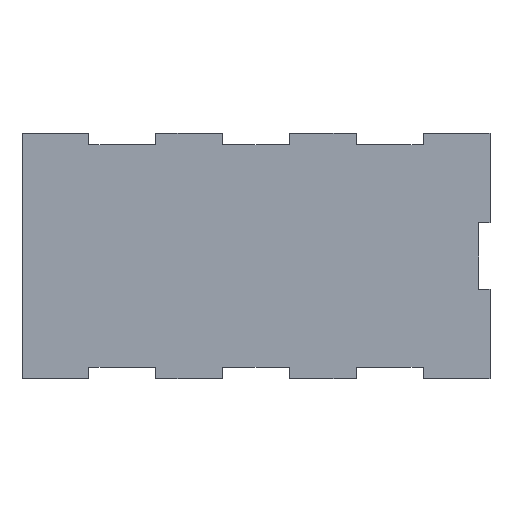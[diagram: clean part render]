
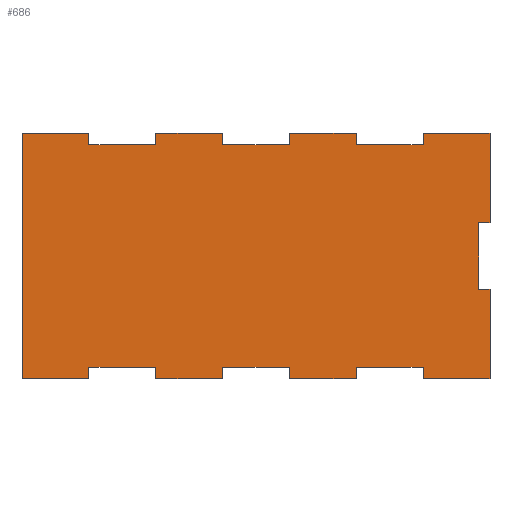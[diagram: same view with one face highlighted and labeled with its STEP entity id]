
A CAD part, front view. The second image highlights one B-rep face of the part: STEP entity #686.
In plain terms, the highlighted planar face has unit normal (0, -1, 0).
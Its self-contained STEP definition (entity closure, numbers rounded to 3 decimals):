
#40=FACE_OUTER_BOUND('',#74,.T.);
#74=EDGE_LOOP('',(#535,#536,#537,#538,#539,#540,#541,#542,#543,#544,#545,
#546,#547,#548,#549,#550,#551,#552,#553,#554,#555,#556,#557,#558,#559,#560,
#561,#562,#563,#564,#565,#566));
#83=LINE('',#919,#179);
#87=LINE('',#927,#183);
#90=LINE('',#933,#186);
#93=LINE('',#940,#189);
#97=LINE('',#948,#193);
#100=LINE('',#954,#196);
#103=LINE('',#961,#199);
#107=LINE('',#969,#203);
#110=LINE('',#975,#206);
#113=LINE('',#982,#209);
#117=LINE('',#990,#213);
#120=LINE('',#996,#216);
#123=LINE('',#1003,#219);
#127=LINE('',#1011,#223);
#130=LINE('',#1017,#226);
#133=LINE('',#1024,#229);
#137=LINE('',#1032,#233);
#140=LINE('',#1038,#236);
#143=LINE('',#1045,#239);
#147=LINE('',#1053,#243);
#150=LINE('',#1059,#246);
#155=LINE('',#1068,#251);
#156=LINE('',#1070,#252);
#158=LINE('',#1073,#254);
#162=LINE('',#1080,#258);
#163=LINE('',#1083,#259);
#164=LINE('',#1084,#260);
#165=LINE('',#1085,#261);
#166=LINE('',#1087,#262);
#167=LINE('',#1088,#263);
#168=LINE('',#1089,#264);
#169=LINE('',#1090,#265);
#179=VECTOR('',#753,10.);
#183=VECTOR('',#759,10.);
#186=VECTOR('',#764,10.);
#189=VECTOR('',#769,10.);
#193=VECTOR('',#775,10.);
#196=VECTOR('',#780,10.);
#199=VECTOR('',#785,10.);
#203=VECTOR('',#791,10.);
#206=VECTOR('',#796,10.);
#209=VECTOR('',#801,10.);
#213=VECTOR('',#807,10.);
#216=VECTOR('',#812,10.);
#219=VECTOR('',#817,10.);
#223=VECTOR('',#823,10.);
#226=VECTOR('',#828,10.);
#229=VECTOR('',#833,10.);
#233=VECTOR('',#839,10.);
#236=VECTOR('',#844,10.);
#239=VECTOR('',#849,10.);
#243=VECTOR('',#855,10.);
#246=VECTOR('',#860,10.);
#251=VECTOR('',#867,10.);
#252=VECTOR('',#870,10.);
#254=VECTOR('',#874,10.);
#258=VECTOR('',#880,10.);
#259=VECTOR('',#883,10.);
#260=VECTOR('',#884,10.);
#261=VECTOR('',#885,10.);
#262=VECTOR('',#886,10.);
#263=VECTOR('',#887,10.);
#264=VECTOR('',#888,10.);
#265=VECTOR('',#889,10.);
#275=VERTEX_POINT('',#917);
#276=VERTEX_POINT('',#918);
#279=VERTEX_POINT('',#926);
#281=VERTEX_POINT('',#932);
#283=VERTEX_POINT('',#938);
#284=VERTEX_POINT('',#939);
#287=VERTEX_POINT('',#947);
#289=VERTEX_POINT('',#953);
#291=VERTEX_POINT('',#959);
#292=VERTEX_POINT('',#960);
#295=VERTEX_POINT('',#968);
#297=VERTEX_POINT('',#974);
#299=VERTEX_POINT('',#980);
#300=VERTEX_POINT('',#981);
#303=VERTEX_POINT('',#989);
#305=VERTEX_POINT('',#995);
#307=VERTEX_POINT('',#1001);
#308=VERTEX_POINT('',#1002);
#311=VERTEX_POINT('',#1010);
#313=VERTEX_POINT('',#1016);
#315=VERTEX_POINT('',#1022);
#316=VERTEX_POINT('',#1023);
#319=VERTEX_POINT('',#1031);
#321=VERTEX_POINT('',#1037);
#323=VERTEX_POINT('',#1043);
#324=VERTEX_POINT('',#1044);
#327=VERTEX_POINT('',#1052);
#329=VERTEX_POINT('',#1058);
#332=VERTEX_POINT('',#1066);
#334=VERTEX_POINT('',#1078);
#335=VERTEX_POINT('',#1082);
#336=VERTEX_POINT('',#1086);
#339=EDGE_CURVE('',#275,#276,#83,.T.);
#343=EDGE_CURVE('',#276,#279,#87,.T.);
#346=EDGE_CURVE('',#281,#275,#90,.T.);
#349=EDGE_CURVE('',#283,#284,#93,.T.);
#353=EDGE_CURVE('',#284,#287,#97,.T.);
#356=EDGE_CURVE('',#289,#283,#100,.T.);
#359=EDGE_CURVE('',#291,#292,#103,.T.);
#363=EDGE_CURVE('',#292,#295,#107,.T.);
#366=EDGE_CURVE('',#297,#291,#110,.T.);
#369=EDGE_CURVE('',#299,#300,#113,.T.);
#373=EDGE_CURVE('',#300,#303,#117,.T.);
#376=EDGE_CURVE('',#305,#299,#120,.T.);
#379=EDGE_CURVE('',#307,#308,#123,.T.);
#383=EDGE_CURVE('',#308,#311,#127,.T.);
#386=EDGE_CURVE('',#313,#307,#130,.T.);
#389=EDGE_CURVE('',#315,#316,#133,.T.);
#393=EDGE_CURVE('',#316,#319,#137,.T.);
#396=EDGE_CURVE('',#321,#315,#140,.T.);
#399=EDGE_CURVE('',#323,#324,#143,.T.);
#403=EDGE_CURVE('',#324,#327,#147,.T.);
#406=EDGE_CURVE('',#329,#323,#150,.T.);
#411=EDGE_CURVE('',#295,#332,#155,.T.);
#412=EDGE_CURVE('',#332,#321,#156,.T.);
#414=EDGE_CURVE('',#319,#313,#158,.T.);
#418=EDGE_CURVE('',#287,#334,#162,.T.);
#419=EDGE_CURVE('',#279,#335,#163,.T.);
#420=EDGE_CURVE('',#335,#297,#164,.T.);
#421=EDGE_CURVE('',#311,#289,#165,.T.);
#422=EDGE_CURVE('',#334,#336,#166,.T.);
#423=EDGE_CURVE('',#336,#329,#167,.T.);
#424=EDGE_CURVE('',#327,#305,#168,.T.);
#425=EDGE_CURVE('',#303,#281,#169,.T.);
#535=ORIENTED_EDGE('',*,*,#346,.T.);
#536=ORIENTED_EDGE('',*,*,#339,.T.);
#537=ORIENTED_EDGE('',*,*,#343,.T.);
#538=ORIENTED_EDGE('',*,*,#419,.T.);
#539=ORIENTED_EDGE('',*,*,#420,.T.);
#540=ORIENTED_EDGE('',*,*,#366,.T.);
#541=ORIENTED_EDGE('',*,*,#359,.T.);
#542=ORIENTED_EDGE('',*,*,#363,.T.);
#543=ORIENTED_EDGE('',*,*,#411,.T.);
#544=ORIENTED_EDGE('',*,*,#412,.T.);
#545=ORIENTED_EDGE('',*,*,#396,.T.);
#546=ORIENTED_EDGE('',*,*,#389,.T.);
#547=ORIENTED_EDGE('',*,*,#393,.T.);
#548=ORIENTED_EDGE('',*,*,#414,.T.);
#549=ORIENTED_EDGE('',*,*,#386,.T.);
#550=ORIENTED_EDGE('',*,*,#379,.T.);
#551=ORIENTED_EDGE('',*,*,#383,.T.);
#552=ORIENTED_EDGE('',*,*,#421,.T.);
#553=ORIENTED_EDGE('',*,*,#356,.T.);
#554=ORIENTED_EDGE('',*,*,#349,.T.);
#555=ORIENTED_EDGE('',*,*,#353,.T.);
#556=ORIENTED_EDGE('',*,*,#418,.T.);
#557=ORIENTED_EDGE('',*,*,#422,.T.);
#558=ORIENTED_EDGE('',*,*,#423,.T.);
#559=ORIENTED_EDGE('',*,*,#406,.T.);
#560=ORIENTED_EDGE('',*,*,#399,.T.);
#561=ORIENTED_EDGE('',*,*,#403,.T.);
#562=ORIENTED_EDGE('',*,*,#424,.T.);
#563=ORIENTED_EDGE('',*,*,#376,.T.);
#564=ORIENTED_EDGE('',*,*,#369,.T.);
#565=ORIENTED_EDGE('',*,*,#373,.T.);
#566=ORIENTED_EDGE('',*,*,#425,.T.);
#652=PLANE('',#740);
#686=ADVANCED_FACE('',(#40),#652,.T.);
#740=AXIS2_PLACEMENT_3D('',#1081,#881,#882);
#753=DIRECTION('',(1.,0.,0.));
#759=DIRECTION('',(0.,0.,-1.));
#764=DIRECTION('',(0.,0.,1.));
#769=DIRECTION('',(-1.,0.,0.));
#775=DIRECTION('',(0.,0.,1.));
#780=DIRECTION('',(0.,0.,-1.));
#785=DIRECTION('',(0.,0.,1.));
#791=DIRECTION('',(1.,0.,0.));
#796=DIRECTION('',(-1.,0.,0.));
#801=DIRECTION('',(1.,0.,0.));
#807=DIRECTION('',(0.,0.,-1.));
#812=DIRECTION('',(0.,0.,1.));
#817=DIRECTION('',(-1.,0.,0.));
#823=DIRECTION('',(0.,0.,1.));
#828=DIRECTION('',(0.,0.,-1.));
#833=DIRECTION('',(-1.,0.,0.));
#839=DIRECTION('',(0.,0.,1.));
#844=DIRECTION('',(0.,0.,-1.));
#849=DIRECTION('',(1.,0.,0.));
#855=DIRECTION('',(0.,0.,-1.));
#860=DIRECTION('',(0.,0.,1.));
#867=DIRECTION('',(0.,0.,1.));
#870=DIRECTION('',(-1.,0.,0.));
#874=DIRECTION('',(-1.,0.,0.));
#880=DIRECTION('',(-1.,0.,0.));
#881=DIRECTION('center_axis',(0.,-1.,0.));
#882=DIRECTION('ref_axis',(0.,0.,-1.));
#883=DIRECTION('',(1.,0.,0.));
#884=DIRECTION('',(0.,0.,1.));
#885=DIRECTION('',(-1.,0.,0.));
#886=DIRECTION('',(0.,0.,-1.));
#887=DIRECTION('',(1.,0.,0.));
#888=DIRECTION('',(1.,0.,0.));
#889=DIRECTION('',(1.,0.,0.));
#917=CARTESIAN_POINT('',(45.,692.5,-50.));
#918=CARTESIAN_POINT('',(75.,692.5,-50.));
#919=CARTESIAN_POINT('',(37.5,692.5,-50.));
#926=CARTESIAN_POINT('',(75.,692.5,-55.));
#927=CARTESIAN_POINT('',(75.,692.5,-27.5));
#932=CARTESIAN_POINT('',(45.,692.5,-55.));
#933=CARTESIAN_POINT('',(45.,692.5,-25.));
#938=CARTESIAN_POINT('',(-45.,692.5,50.));
#939=CARTESIAN_POINT('',(-75.,692.5,50.));
#940=CARTESIAN_POINT('',(-37.5,692.5,50.));
#947=CARTESIAN_POINT('',(-75.,692.5,55.));
#948=CARTESIAN_POINT('',(-75.,692.5,27.5));
#953=CARTESIAN_POINT('',(-45.,692.5,55.));
#954=CARTESIAN_POINT('',(-45.,692.5,25.));
#959=CARTESIAN_POINT('',(100.,692.5,-15.));
#960=CARTESIAN_POINT('',(100.,692.5,15.));
#961=CARTESIAN_POINT('',(100.,692.5,7.5));
#968=CARTESIAN_POINT('',(105.,692.5,15.));
#969=CARTESIAN_POINT('',(52.5,692.5,15.));
#974=CARTESIAN_POINT('',(105.,692.5,-15.));
#975=CARTESIAN_POINT('',(50.,692.5,-15.));
#980=CARTESIAN_POINT('',(-15.,692.5,-50.));
#981=CARTESIAN_POINT('',(15.,692.5,-50.));
#982=CARTESIAN_POINT('',(7.5,692.5,-50.));
#989=CARTESIAN_POINT('',(15.,692.5,-55.));
#990=CARTESIAN_POINT('',(15.,692.5,-27.5));
#995=CARTESIAN_POINT('',(-15.,692.5,-55.));
#996=CARTESIAN_POINT('',(-15.,692.5,-25.));
#1001=CARTESIAN_POINT('',(15.,692.5,50.));
#1002=CARTESIAN_POINT('',(-15.,692.5,50.));
#1003=CARTESIAN_POINT('',(-7.5,692.5,50.));
#1010=CARTESIAN_POINT('',(-15.,692.5,55.));
#1011=CARTESIAN_POINT('',(-15.,692.5,27.5));
#1016=CARTESIAN_POINT('',(15.,692.5,55.));
#1017=CARTESIAN_POINT('',(15.,692.5,25.));
#1022=CARTESIAN_POINT('',(75.,692.5,50.));
#1023=CARTESIAN_POINT('',(45.,692.5,50.));
#1024=CARTESIAN_POINT('',(22.5,692.5,50.));
#1031=CARTESIAN_POINT('',(45.,692.5,55.));
#1032=CARTESIAN_POINT('',(45.,692.5,27.5));
#1037=CARTESIAN_POINT('',(75.,692.5,55.));
#1038=CARTESIAN_POINT('',(75.,692.5,25.));
#1043=CARTESIAN_POINT('',(-75.,692.5,-50.));
#1044=CARTESIAN_POINT('',(-45.,692.5,-50.));
#1045=CARTESIAN_POINT('',(-22.5,692.5,-50.));
#1052=CARTESIAN_POINT('',(-45.,692.5,-55.));
#1053=CARTESIAN_POINT('',(-45.,692.5,-27.5));
#1058=CARTESIAN_POINT('',(-75.,692.5,-55.));
#1059=CARTESIAN_POINT('',(-75.,692.5,-25.));
#1066=CARTESIAN_POINT('',(105.,692.5,55.));
#1068=CARTESIAN_POINT('',(105.,692.5,55.));
#1070=CARTESIAN_POINT('',(-105.,692.5,55.));
#1073=CARTESIAN_POINT('',(-105.,692.5,55.));
#1078=CARTESIAN_POINT('',(-105.,692.5,55.));
#1080=CARTESIAN_POINT('',(-105.,692.5,55.));
#1081=CARTESIAN_POINT('Origin',(0.,692.5,0.));
#1082=CARTESIAN_POINT('',(105.,692.5,-55.));
#1083=CARTESIAN_POINT('',(105.,692.5,-55.));
#1084=CARTESIAN_POINT('',(105.,692.5,55.));
#1085=CARTESIAN_POINT('',(-105.,692.5,55.));
#1086=CARTESIAN_POINT('',(-105.,692.5,-55.));
#1087=CARTESIAN_POINT('',(-105.,692.5,-55.));
#1088=CARTESIAN_POINT('',(105.,692.5,-55.));
#1089=CARTESIAN_POINT('',(105.,692.5,-55.));
#1090=CARTESIAN_POINT('',(105.,692.5,-55.));
